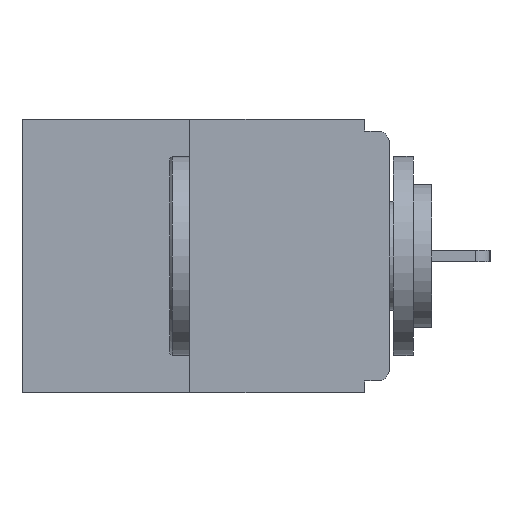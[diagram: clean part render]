
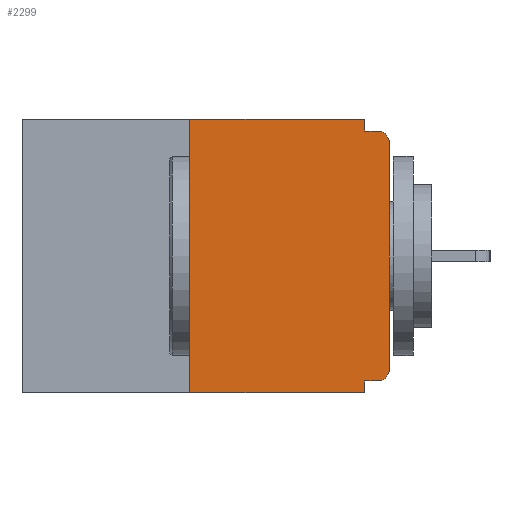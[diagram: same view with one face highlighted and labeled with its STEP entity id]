
A CAD part, left-side view. The second image highlights one B-rep face of the part: STEP entity #2299.
In plain terms, the highlighted planar face has unit normal (-1, 0, 0).
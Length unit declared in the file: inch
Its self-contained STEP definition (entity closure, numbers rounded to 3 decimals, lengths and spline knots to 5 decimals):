
#21 = DIRECTION ( 'NONE',  ( -1., 0., 0. ) ) ;
#147 = DIRECTION ( 'NONE',  ( -1., 0., 0. ) ) ;
#233 = LINE ( 'NONE', #13117, #12925 ) ;
#539 = CARTESIAN_POINT ( 'NONE',  ( 0., 0., -0.313 ) ) ;
#664 = LINE ( 'NONE', #4899, #10969 ) ;
#705 = VERTEX_POINT ( 'NONE', #4317 ) ;
#779 = VERTEX_POINT ( 'NONE', #10550 ) ;
#864 = ORIENTED_EDGE ( 'NONE', *, *, #13102, .F. ) ;
#868 = EDGE_CURVE ( 'NONE', #8685, #779, #8723, .T. ) ;
#931 = CARTESIAN_POINT ( 'NONE',  ( 0., 0.015, -0.015 ) ) ;
#1022 = DIRECTION ( 'NONE',  ( 0., 0., -1. ) ) ;
#1248 = VECTOR ( 'NONE', #5929, 39.37008 ) ;
#1417 = CARTESIAN_POINT ( 'NONE',  ( 0., 0., -0.015 ) ) ;
#1990 = VERTEX_POINT ( 'NONE', #2058 ) ;
#2058 = CARTESIAN_POINT ( 'NONE',  ( 0., 0.031, 0. ) ) ;
#2059 = ORIENTED_EDGE ( 'NONE', *, *, #4007, .T. ) ;
#2129 = CARTESIAN_POINT ( 'NONE',  ( 0., 0.031, -0.328 ) ) ;
#2299 = ADVANCED_FACE ( 'NONE', ( #11805 ), #7767, .F. ) ;
#2324 = CARTESIAN_POINT ( 'NONE',  ( 0., 0.46, 0. ) ) ;
#2325 = ORIENTED_EDGE ( 'NONE', *, *, #3456, .T. ) ;
#2468 = EDGE_CURVE ( 'NONE', #1990, #705, #9088, .T. ) ;
#2645 = CARTESIAN_POINT ( 'NONE',  ( 0., 0.46, -0.343 ) ) ;
#2873 = VERTEX_POINT ( 'NONE', #2902 ) ;
#2902 = CARTESIAN_POINT ( 'NONE',  ( 0., 0.015, -0.328 ) ) ;
#2987 = ORIENTED_EDGE ( 'NONE', *, *, #6412, .F. ) ;
#3017 = DIRECTION ( 'NONE',  ( 0., 0., 1. ) ) ;
#3345 = CARTESIAN_POINT ( 'NONE',  ( 0., 0.015, -0.313 ) ) ;
#3353 = AXIS2_PLACEMENT_3D ( 'NONE', #9537, #21, #1022 ) ;
#3456 = EDGE_CURVE ( 'NONE', #5816, #13170, #3587, .T. ) ;
#3486 = ORIENTED_EDGE ( 'NONE', *, *, #7450, .T. ) ;
#3587 = CIRCLE ( 'NONE', #3353, 0.015 ) ;
#3720 = DIRECTION ( 'NONE',  ( 0., 0., 1. ) ) ;
#4007 = EDGE_CURVE ( 'NONE', #2873, #6714, #7229, .T. ) ;
#4317 = CARTESIAN_POINT ( 'NONE',  ( 0., 0.031, -0.015 ) ) ;
#4444 = AXIS2_PLACEMENT_3D ( 'NONE', #2324, #13575, #10407 ) ;
#4655 = DIRECTION ( 'NONE',  ( 0., -1., 0. ) ) ;
#4899 = CARTESIAN_POINT ( 'NONE',  ( 0., 0., -0.328 ) ) ;
#5067 = CARTESIAN_POINT ( 'NONE',  ( 0., 0.25, 0. ) ) ;
#5504 = LINE ( 'NONE', #5566, #6725 ) ;
#5566 = CARTESIAN_POINT ( 'NONE',  ( 0., 0.46, 0. ) ) ;
#5620 = VECTOR ( 'NONE', #3017, 39.37008 ) ;
#5653 = LINE ( 'NONE', #1417, #6984 ) ;
#5719 = VERTEX_POINT ( 'NONE', #2129 ) ;
#5816 = VERTEX_POINT ( 'NONE', #10578 ) ;
#5929 = DIRECTION ( 'NONE',  ( 0., 0., -1. ) ) ;
#6271 = CARTESIAN_POINT ( 'NONE',  ( 0., 0., 0. ) ) ;
#6412 = EDGE_CURVE ( 'NONE', #8955, #1990, #5504, .T. ) ;
#6686 = DIRECTION ( 'NONE',  ( 0., -1., 0. ) ) ;
#6714 = VERTEX_POINT ( 'NONE', #539 ) ;
#6725 = VECTOR ( 'NONE', #10892, 39.37008 ) ;
#6984 = VECTOR ( 'NONE', #6686, 39.37008 ) ;
#7075 = ORIENTED_EDGE ( 'NONE', *, *, #2468, .F. ) ;
#7229 = CIRCLE ( 'NONE', #10579, 0.015 ) ;
#7262 = EDGE_CURVE ( 'NONE', #8685, #8955, #233, .T. ) ;
#7450 = EDGE_CURVE ( 'NONE', #6714, #5816, #9455, .T. ) ;
#7765 = EDGE_LOOP ( 'NONE', ( #2987, #11385, #8805, #11493, #9549, #2059, #3486, #2325, #864, #7075 ) ) ;
#7767 = PLANE ( 'NONE',  #4444 ) ;
#8320 = LINE ( 'NONE', #11188, #1248 ) ;
#8685 = VERTEX_POINT ( 'NONE', #10620 ) ;
#8723 = LINE ( 'NONE', #2645, #10411 ) ;
#8805 = ORIENTED_EDGE ( 'NONE', *, *, #868, .T. ) ;
#8955 = VERTEX_POINT ( 'NONE', #5067 ) ;
#9088 = LINE ( 'NONE', #13317, #9713 ) ;
#9422 = EDGE_CURVE ( 'NONE', #2873, #5719, #664, .T. ) ;
#9455 = LINE ( 'NONE', #6271, #5620 ) ;
#9537 = CARTESIAN_POINT ( 'NONE',  ( 0., 0.015, -0.03 ) ) ;
#9549 = ORIENTED_EDGE ( 'NONE', *, *, #9422, .F. ) ;
#9713 = VECTOR ( 'NONE', #12468, 39.37008 ) ;
#9869 = EDGE_CURVE ( 'NONE', #5719, #779, #8320, .T. ) ;
#10407 = DIRECTION ( 'NONE',  ( 0., 0., -1. ) ) ;
#10411 = VECTOR ( 'NONE', #4655, 39.37008 ) ;
#10550 = CARTESIAN_POINT ( 'NONE',  ( 0., 0.031, -0.343 ) ) ;
#10578 = CARTESIAN_POINT ( 'NONE',  ( 0., 0., -0.03 ) ) ;
#10579 = AXIS2_PLACEMENT_3D ( 'NONE', #3345, #147, #12003 ) ;
#10620 = CARTESIAN_POINT ( 'NONE',  ( 0., 0.25, -0.343 ) ) ;
#10892 = DIRECTION ( 'NONE',  ( 0., -1., 0. ) ) ;
#10969 = VECTOR ( 'NONE', #13329, 39.37008 ) ;
#11188 = CARTESIAN_POINT ( 'NONE',  ( 0., 0.031, -0.343 ) ) ;
#11385 = ORIENTED_EDGE ( 'NONE', *, *, #7262, .F. ) ;
#11493 = ORIENTED_EDGE ( 'NONE', *, *, #9869, .F. ) ;
#11805 = FACE_OUTER_BOUND ( 'NONE', #7765, .T. ) ;
#12003 = DIRECTION ( 'NONE',  ( 0., 0., -1. ) ) ;
#12468 = DIRECTION ( 'NONE',  ( 0., 0., -1. ) ) ;
#12925 = VECTOR ( 'NONE', #3720, 39.37008 ) ;
#13102 = EDGE_CURVE ( 'NONE', #705, #13170, #5653, .T. ) ;
#13117 = CARTESIAN_POINT ( 'NONE',  ( 0., 0.25, 0. ) ) ;
#13170 = VERTEX_POINT ( 'NONE', #931 ) ;
#13317 = CARTESIAN_POINT ( 'NONE',  ( 0., 0.031, 0. ) ) ;
#13329 = DIRECTION ( 'NONE',  ( 0., 1., 0. ) ) ;
#13575 = DIRECTION ( 'NONE',  ( 1., 0., 0. ) ) ;
